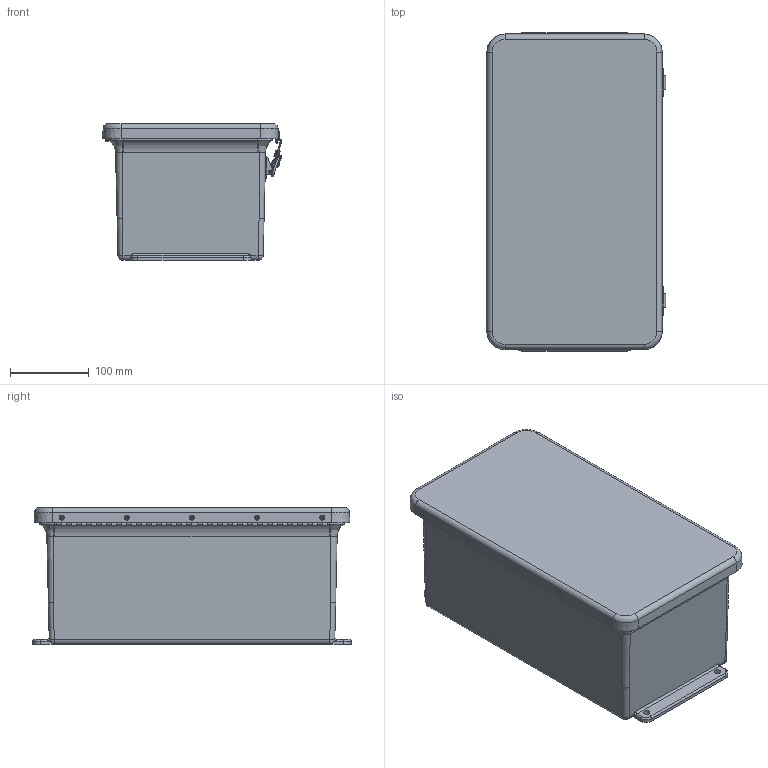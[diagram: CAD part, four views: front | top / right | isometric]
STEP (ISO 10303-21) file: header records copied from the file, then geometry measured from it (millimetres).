
FILE_DESCRIPTION(/* description */ (''),/* implementation_level */ '2;1');
FILE_NAME(/* name */ 'HW-J140706CHTL.stp',/* time_stamp */ '2014-03-27T09:25:11-05:00',/* author */ ('jtigges'),/* organization */ (''),/* preprocessor_version */ 'ST-DEVELOPER v15.2',/* originating_system */ 'Autodesk Inventor 2014',/* authorisation */ '');
FILE_SCHEMA (('AUTOMOTIVE_DESIGN { 1 0 10303 214 3 1 1 }'));
Length unit declared in the file: inch
Products named in the file (28): J1407HL_1; RMINS45821P_19; RMINS45821P_20; RMINS45821P_21; RMINS45821P_22; J1407BHL; RMRIV43; JONEA; JONEB; JONEC; JONED; JONEE; JONEF; JONEG; JONEH; JONEI; JONE; RMLATJLL150_1; RMLATJLL150_2; RMHINGCOV13; RMHINGPIN13; RMHINGBOX13; RMHING13; J1407HLCVR; GASKET_1407; WP1407HLU; RMKEEPJLL150WT; J1407HLL_STP
Bounding box: 227.56 x 403.22 x 173.42 mm (x, y, z)
Volume: 1346229.2 mm3; surface area: 809344.2 mm2
Topology: 50 solids, 50 shells, 1150 faces, 2924 edges, 1910 vertices
Faces by surface type: plane 536, cylinder 437, bspline 62, cone 53, torus 48, sphere 14
Full cylindrical faces by diameter (mm): 2.159 x55, 2.4 x2, 2.7 x4, 3 x2, 3.175 x18, 3.25 x2, 3.302 x4, 3.327 x10, 3.5 x2, 3.556 x18, 3.861 x5, 3.962 x7, 4.2 x4, 4.609 x2, 4.618 x2, 4.7 x2, 4.9 x2, 5 x4, 5.3 x2, 5.537 x4, 6.35 x18, 6.858 x4, 13.3 x2, 13.5 x2
Entity records: 29950 total; most frequent: CARTESIAN_POINT 9660, DIRECTION 4227, ORIENTED_EDGE 3804, EDGE_CURVE 1902, AXIS2_PLACEMENT_3D 1585, VERTEX_POINT 1337, EDGE_LOOP 1167, LINE 1057
